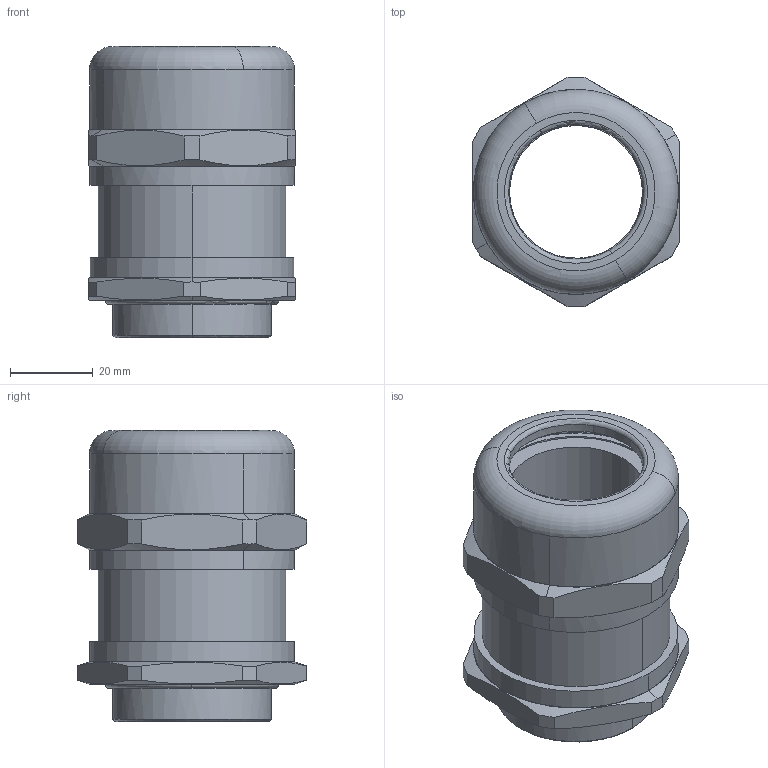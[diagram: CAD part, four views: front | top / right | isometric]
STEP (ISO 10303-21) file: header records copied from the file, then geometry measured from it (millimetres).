
FILE_DESCRIPTION(('CATIA V5 STEP Exchange','CAx-IF Rec.Pracs.--- Model Styling and Organization---1.5--- 2016-08-15','CAx-IF Rec.Pracs.---Supplemental Geometry---1.0---2011-11-01','CAx-IF Rec.Pracs.--- Composite Materials ---1.1---2010-07-15'),'2;1');
FILE_NAME ('D1462082_2', '2024-07-23T09:31:03+00:00', ('none'), ('Weidmueller'), 'CATIA Version 5-6 Release 2022 SP4 HF5', 'CATIA V5 STEP AP214 v3', 'none');
FILE_SCHEMA(('AUTOMOTIVE_DESIGN { 1 0 10303 214 1 1 1 1 }'));
Length unit declared in the file: millimetre
Products named in the file (1): VG_M40
Bounding box: 50 x 55.51 x 70.34 mm (x, y, z)
Volume: 45194.1 mm3; surface area: 41872.2 mm2
Topology: 2 solids, 2 shells, 155 faces, 379 edges, 249 vertices
Faces by surface type: plane 57, cylinder 54, cone 28, torus 14, bspline 2
Entity records: 6639 total; most frequent: CARTESIAN_POINT 3188, ORIENTED_EDGE 758, DIRECTION 481, EDGE_CURVE 379, AXIS2_PLACEMENT_3D 259, VERTEX_POINT 249, EDGE_LOOP 180, ADVANCED_FACE 155
